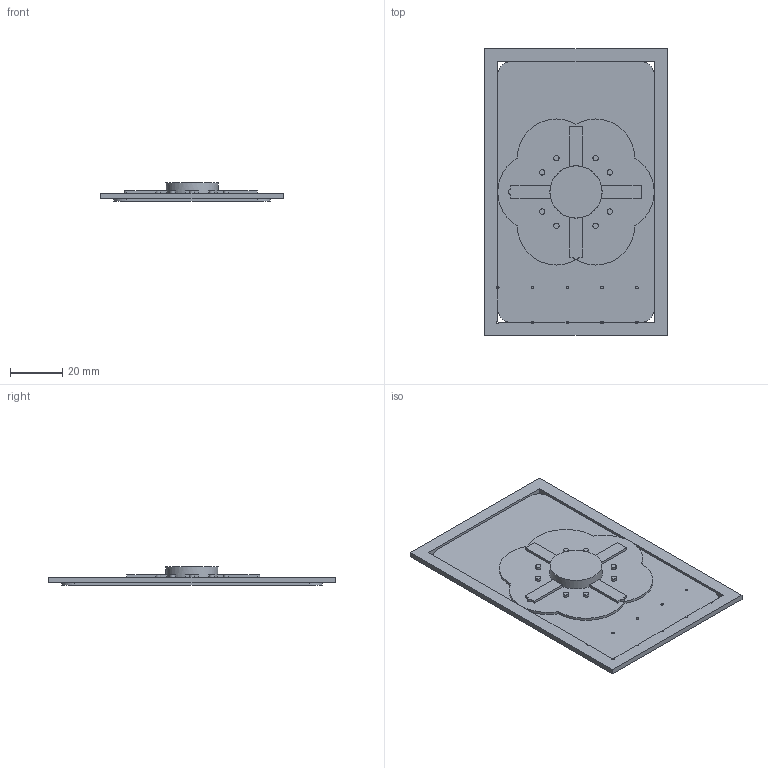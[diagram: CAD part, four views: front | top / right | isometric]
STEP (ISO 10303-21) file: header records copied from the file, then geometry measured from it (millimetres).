
FILE_DESCRIPTION(('Open CASCADE Model'),'2;1');
FILE_NAME('Open CASCADE Shape Model','2024-05-27T01:08:57',('Author'),( 'Open CASCADE'),'Open CASCADE STEP processor 7.7','Open CASCADE 7.7' ,'Unknown');
FILE_SCHEMA(('AUTOMOTIVE_DESIGN { 1 0 10303 214 1 1 1 1 }'));
Length unit declared in the file: millimetre
Products named in the file (1): Open CASCADE STEP translator 7.7 11
Bounding box: 70 x 110 x 7 mm (x, y, z)
Volume: 19516.7 mm3; surface area: 17423.3 mm2
Topology: 1 solids, 1 shells, 95 faces, 255 edges, 158 vertices
Faces by surface type: plane 62, cylinder 33
Full cylindrical faces by diameter (mm): 1 x9, 2 x8, 20 x1
Entity records: 6357 total; most frequent: CARTESIAN_POINT 1239, DIRECTION 972, LINE 539, VECTOR 539, ORIENTED_EDGE 514, PCURVE 510, DEFINITIONAL_REPRESENTATION 510, EDGE_CURVE 255
